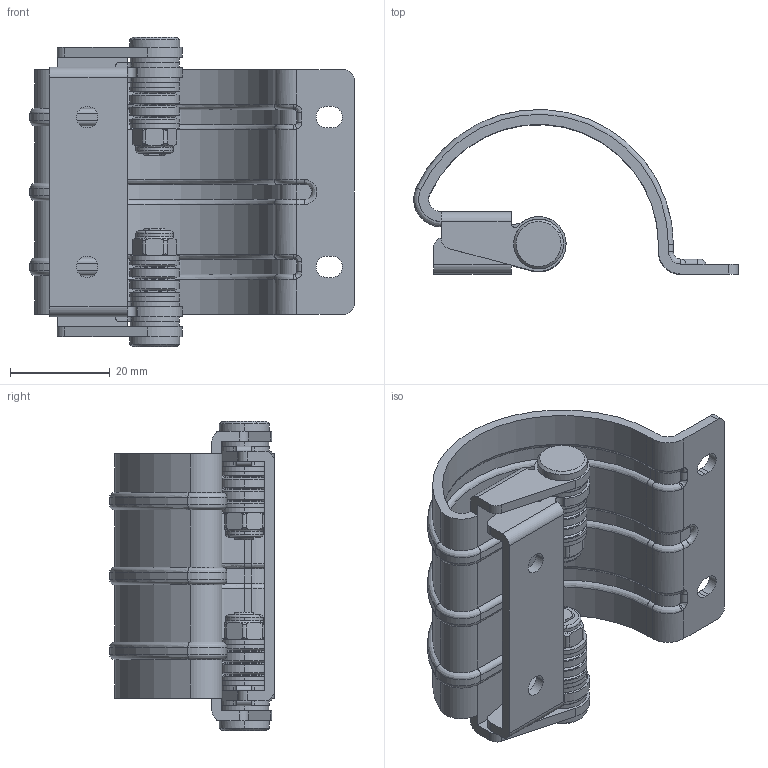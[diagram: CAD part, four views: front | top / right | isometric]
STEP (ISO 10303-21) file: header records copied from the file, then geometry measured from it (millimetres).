
FILE_DESCRIPTION( (''), '2;1');
FILE_NAME ('PC3523.1504.TH_190E_2_2.0_21186.stp','2025-12-22T18:19:05',(''),(''),'spGate 20.6.3 (****-****-****-****)','','');
FILE_SCHEMA (('AUTOMOTIVE_DESIGN'));
Length unit declared in the file: millimetre
Products named in the file (3): Assembly; ヒンジピース(B); ヒンジピース(A)
Assembly tree (2 placements, depth 2):
  Assembly
    ヒンジピース(B)
    ヒンジピース(A)
Bounding box: 65.01 x 32.97 x 62 mm (x, y, z)
Volume: 16420.2 mm3; surface area: 17569.8 mm2
Topology: 2 solids, 2 shells, 454 faces, 1090 edges, 668 vertices
Faces by surface type: cylinder 172, bspline 158, plane 120, sphere 4
Entity records: 24404 total; most frequent: CARTESIAN_POINT 5744, ORIENTED_EDGE 2172, DIRECTION 1910, COLOUR_RGB 1542, PRESENTATION_STYLE_ASSIGNMENT 1542, STYLED_ITEM 1542, EDGE_CURVE 1086, DRAUGHTING_PRE_DEFINED_CURVE_FONT 1086
